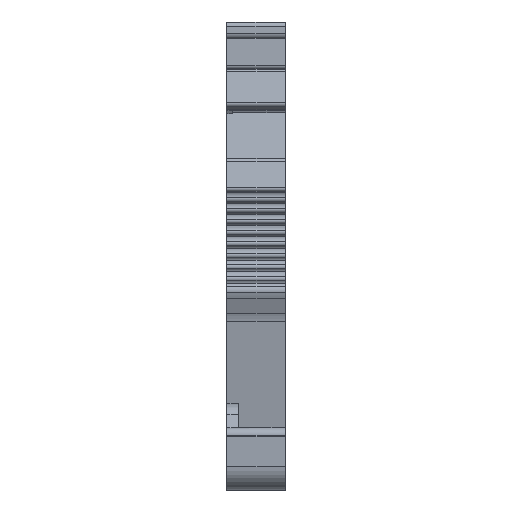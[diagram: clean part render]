
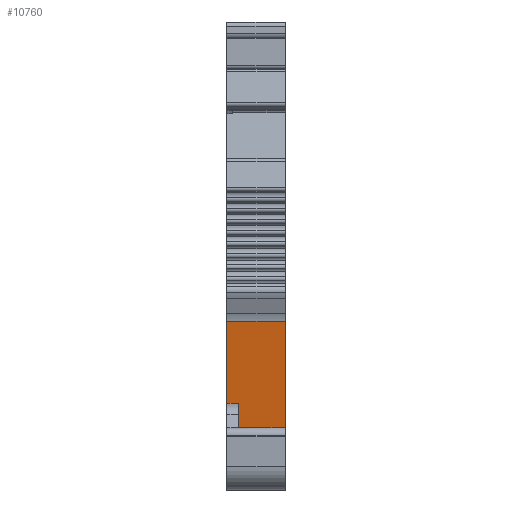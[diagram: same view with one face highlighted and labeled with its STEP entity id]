
A CAD part, left-side view. The second image highlights one B-rep face of the part: STEP entity #10760.
In plain terms, the highlighted planar face has unit normal (-0.986, 0, -0.168).
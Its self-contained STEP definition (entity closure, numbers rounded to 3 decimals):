
#1676=ORIENTED_EDGE('',*,*,#3455,.F.);
#1677=ORIENTED_EDGE('',*,*,#3413,.F.);
#1678=ORIENTED_EDGE('',*,*,#3716,.T.);
#1679=ORIENTED_EDGE('',*,*,#3718,.T.);
#1680=ORIENTED_EDGE('',*,*,#3719,.F.);
#1681=ORIENTED_EDGE('',*,*,#3315,.F.);
#3315=EDGE_CURVE('',#4464,#4465,#5150,.T.);
#3413=EDGE_CURVE('',#4562,#4563,#5199,.T.);
#3455=EDGE_CURVE('',#4563,#4464,#5235,.T.);
#3716=EDGE_CURVE('',#4562,#4721,#5420,.T.);
#3718=EDGE_CURVE('',#4721,#4722,#5421,.T.);
#3719=EDGE_CURVE('',#4465,#4722,#5422,.T.);
#4464=VERTEX_POINT('',#15494);
#4465=VERTEX_POINT('',#15496);
#4562=VERTEX_POINT('',#15694);
#4563=VERTEX_POINT('',#15696);
#4721=VERTEX_POINT('',#16297);
#4722=VERTEX_POINT('',#16301);
#5150=LINE('',#15495,#5921);
#5199=LINE('',#15695,#5970);
#5235=LINE('',#15776,#6006);
#5420=LINE('',#16296,#6191);
#5421=LINE('',#16300,#6192);
#5422=LINE('',#16302,#6193);
#5921=VECTOR('',#12228,1000.);
#5970=VECTOR('',#12383,1000.);
#6006=VECTOR('',#12453,1000.);
#6191=VECTOR('',#13048,1000.);
#6192=VECTOR('',#13053,1000.);
#6193=VECTOR('',#13054,1000.);
#6730=EDGE_LOOP('',(#1676,#1677,#1678,#1679,#1680,#1681));
#7173=FACE_BOUND('',#6730,.T.);
#7513=PLANE('',#11419);
#10760=ADVANCED_FACE('',(#7173),#7513,.F.);
#11419=AXIS2_PLACEMENT_3D('',#16299,#13051,#13052);
#12228=DIRECTION('',(-0.168,0.,0.986));
#12383=DIRECTION('',(-0.168,0.,0.986));
#12453=DIRECTION('',(0.,1.,0.));
#13048=DIRECTION('',(0.,-1.,0.));
#13051=DIRECTION('',(0.986,0.,0.168));
#13052=DIRECTION('',(0.168,0.,-0.986));
#13053=DIRECTION('',(-0.168,0.,0.986));
#13054=DIRECTION('',(0.,-1.,0.));
#15494=CARTESIAN_POINT('',(-31.041,2.85,-10.263));
#15495=CARTESIAN_POINT('',(-31.837,2.85,-5.594));
#15496=CARTESIAN_POINT('',(-32.235,2.85,-3.257));
#15694=CARTESIAN_POINT('',(-30.244,1.85,-14.944));
#15695=CARTESIAN_POINT('',(-31.041,1.85,-10.263));
#15696=CARTESIAN_POINT('',(-31.041,1.85,-10.263));
#15776=CARTESIAN_POINT('',(-31.041,1.85,-10.263));
#16296=CARTESIAN_POINT('',(-30.244,18.002,-14.944));
#16297=CARTESIAN_POINT('',(-30.244,-2.15,-14.944));
#16299=CARTESIAN_POINT('',(-32.235,18.002,-3.257));
#16300=CARTESIAN_POINT('',(-32.235,-2.15,-3.257));
#16301=CARTESIAN_POINT('',(-32.235,-2.15,-3.257));
#16302=CARTESIAN_POINT('',(-32.235,18.002,-3.257));
